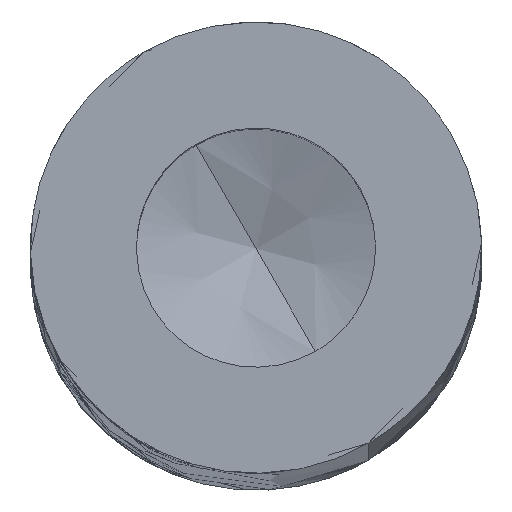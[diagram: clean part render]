
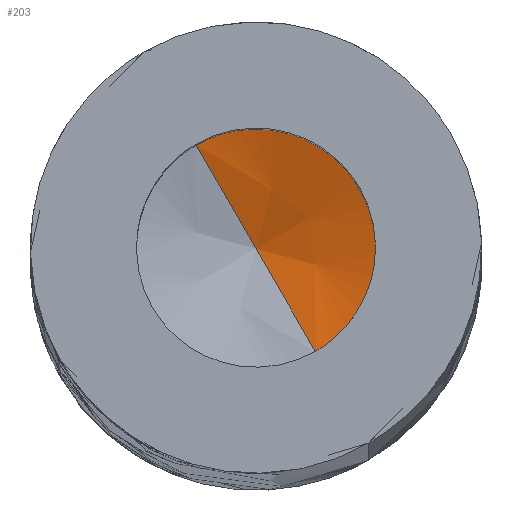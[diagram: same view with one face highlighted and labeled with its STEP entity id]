
A CAD part, top view. The second image highlights one B-rep face of the part: STEP entity #203.
In plain terms, the highlighted free-form (B-spline) face has degree [2, 1] with [9, 2] control points.
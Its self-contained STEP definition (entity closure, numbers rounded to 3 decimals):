
#8 = CARTESIAN_POINT ( 'NONE',  ( 1787.808, 2247.947, 1019. ) ) ;
#15 = CARTESIAN_POINT ( 'NONE',  ( 1789.583, 2218.373, 1019. ) ) ;
#23 = CARTESIAN_POINT ( 'NONE',  ( 1776.333, 2241.322, 1019. ) ) ;
#24 = ORIENTED_EDGE ( 'NONE', *, *, #845, .T. ) ;
#58 = CARTESIAN_POINT ( 'NONE',  ( 1789.715, 2218.143, 1019.08 ) ) ;
#63 = CARTESIAN_POINT ( 'NONE',  ( 1764.496, 2234.794, 1019.08 ) ) ;
#71 = CARTESIAN_POINT ( 'NONE',  ( 1782.958, 2229.847, 1015. ) ) ;
#97 = CARTESIAN_POINT ( 'NONE',  ( 1782.958, 2229.847, 1015. ) ) ;
#104 = CARTESIAN_POINT ( 'NONE',  ( 1782.958, 2229.847, 1015. ) ) ;
#140 = EDGE_LOOP ( 'NONE', ( #534, #24, #292 ) ) ;
#145 = CARTESIAN_POINT ( 'NONE',  ( 1782.958, 2229.847, 1015. ) ) ;
#150 = CARTESIAN_POINT ( 'NONE',  ( 1782.958, 2229.847, 1015. ) ) ;
#155 = CARTESIAN_POINT ( 'NONE',  ( 1771.253, 2223.09, 1019.08 ) ) ;
#162 = CARTESIAN_POINT ( 'NONE',  ( 1789.583, 2218.373, 1019. ) ) ;
#179 = CARTESIAN_POINT ( 'NONE',  ( 1776.333, 2241.322, 1019. ) ) ;
#188 = CARTESIAN_POINT ( 'NONE',  ( 1782.958, 2229.847, 1015. ) ) ;
#198 = B_SPLINE_CURVE_WITH_KNOTS ( 'NONE', 1,
 ( #188, #15 ),
 .UNSPECIFIED., .F., .F.,
 ( 2, 2 ),
 ( -6., 0.4 ),
 .UNSPECIFIED. ) ;
#203 = ADVANCED_FACE ( 'NONE', ( #959 ), #961, .F. ) ;
#228 = CARTESIAN_POINT ( 'NONE',  ( 1787.905, 2248.309, 1019.08 ) ) ;
#243 = CARTESIAN_POINT ( 'NONE',  ( 1782.958, 2229.847, 1015. ) ) ;
#244 = CARTESIAN_POINT ( 'NONE',  ( 1801.058, 2224.998, 1019. ) ) ;
#292 = ORIENTED_EDGE ( 'NONE', *, *, #665, .T. ) ;
#409 = VERTEX_POINT ( 'NONE', #758 ) ;
#534 = ORIENTED_EDGE ( 'NONE', *, *, #1051, .F. ) ;
#558 = CARTESIAN_POINT ( 'NONE',  ( 1782.958, 2229.847, 1015. ) ) ;
#567 = CARTESIAN_POINT ( 'NONE',  ( 1782.958, 2229.847, 1015. ) ) ;
#655 = CARTESIAN_POINT ( 'NONE',  ( 1801.42, 2224.901, 1019.08 ) ) ;
#665 = EDGE_CURVE ( 'NONE', #409, #910, #914, .T. ) ;
#714 = B_SPLINE_CURVE_WITH_KNOTS ( 'NONE', 1,
 ( #104, #23 ),
 .UNSPECIFIED., .F., .F.,
 ( 2, 2 ),
 ( -6., 0.4 ),
 .UNSPECIFIED. ) ;
#758 = CARTESIAN_POINT ( 'NONE',  ( 1789.583, 2218.373, 1019. ) ) ;
#795 = VERTEX_POINT ( 'NONE', #97 ) ;
#813 = CARTESIAN_POINT ( 'NONE',  ( 1776.2, 2241.552, 1019.08 ) ) ;
#815 = CARTESIAN_POINT ( 'NONE',  ( 1782.958, 2229.847, 1015. ) ) ;
#845 = EDGE_CURVE ( 'NONE', #795, #409, #198, .T. ) ;
#884 = CARTESIAN_POINT ( 'NONE',  ( 1794.662, 2236.605, 1019.08 ) ) ;
#910 = VERTEX_POINT ( 'NONE', #1037 ) ;
#914 =( BOUNDED_CURVE ( )  B_SPLINE_CURVE ( 2, ( #162, #244, #976, #8, #179 ),
 .UNSPECIFIED., .F., .T. ) 
 B_SPLINE_CURVE_WITH_KNOTS ( ( 3, 2, 3 ),
 ( 180., 270., 360. ),
 .UNSPECIFIED. ) 
 CURVE ( )  GEOMETRIC_REPRESENTATION_ITEM ( )  RATIONAL_B_SPLINE_CURVE ( ( 1., 0.707, 1., 0.707, 1. ) ) 
 REPRESENTATION_ITEM ( '' )  );
#959 = FACE_OUTER_BOUND ( 'NONE', #140, .T. ) ;
#961 =( BOUNDED_SURFACE ( )  B_SPLINE_SURFACE ( 2, 1, ( 
 ( #1039, #965 ),
 ( #815, #63 ),
 ( #150, #155 ),
 ( #1045, #1034 ),
 ( #243, #58 ),
 ( #558, #655 ),
 ( #567, #884 ),
 ( #145, #228 ),
 ( #71, #813 ) ),
 .UNSPECIFIED., .T., .F., .T. ) 
 B_SPLINE_SURFACE_WITH_KNOTS ( ( 3, 2, 2, 2, 3 ),
 ( 2, 2 ),
 ( 0., 90., 180., 270., 360. ),
 ( -6., 0.528 ),
 .UNSPECIFIED. ) 
 GEOMETRIC_REPRESENTATION_ITEM ( )  RATIONAL_B_SPLINE_SURFACE ( (
 ( 1., 1.),
 ( 0.707, 0.707),
 ( 1., 1.),
 ( 0.707, 0.707),
 ( 1., 1.),
 ( 0.707, 0.707),
 ( 1., 1.),
 ( 0.707, 0.707),
 ( 1., 1.) ) ) 
 REPRESENTATION_ITEM ( '' )  SURFACE ( )  );
#965 = CARTESIAN_POINT ( 'NONE',  ( 1776.2, 2241.552, 1019.08 ) ) ;
#976 = CARTESIAN_POINT ( 'NONE',  ( 1794.433, 2236.472, 1019. ) ) ;
#1034 = CARTESIAN_POINT ( 'NONE',  ( 1778.011, 2211.386, 1019.08 ) ) ;
#1037 = CARTESIAN_POINT ( 'NONE',  ( 1776.333, 2241.322, 1019. ) ) ;
#1039 = CARTESIAN_POINT ( 'NONE',  ( 1782.958, 2229.847, 1015. ) ) ;
#1045 = CARTESIAN_POINT ( 'NONE',  ( 1782.958, 2229.847, 1015. ) ) ;
#1051 = EDGE_CURVE ( 'NONE', #795, #910, #714, .T. ) ;
